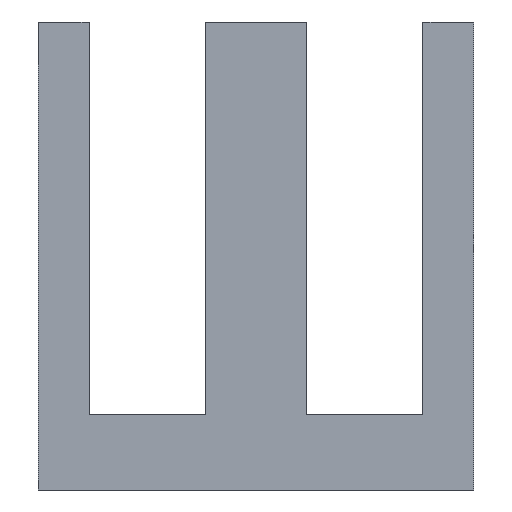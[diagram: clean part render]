
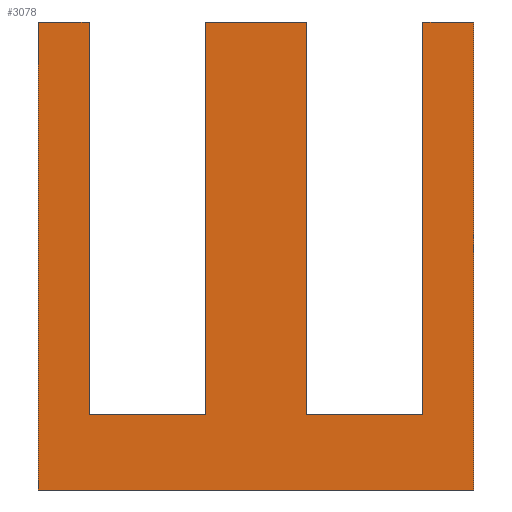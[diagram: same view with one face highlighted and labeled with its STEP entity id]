
A CAD part, front view. The second image highlights one B-rep face of the part: STEP entity #3078.
In plain terms, the highlighted planar face has unit normal (0, -1, 0).
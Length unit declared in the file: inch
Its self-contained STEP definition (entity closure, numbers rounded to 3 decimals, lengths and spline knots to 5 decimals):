
#22 = EDGE_CURVE ( 'NONE', #4123, #773, #2335, .T. ) ;
#29 = LINE ( 'NONE', #2187, #2195 ) ;
#72 = LINE ( 'NONE', #406, #3546 ) ;
#224 = EDGE_LOOP ( 'NONE', ( #4139, #562, #3829, #2142, #4490, #1197, #1147, #1427, #247, #424, #621, #3298 ) ) ;
#247 = ORIENTED_EDGE ( 'NONE', *, *, #4040, .F. ) ;
#331 = CARTESIAN_POINT ( 'NONE',  ( 0.27559, -2.1063, 0. ) ) ;
#397 = EDGE_CURVE ( 'NONE', #1539, #687, #432, .T. ) ;
#406 = CARTESIAN_POINT ( 'NONE',  ( 0.90551, -2.1063, 0. ) ) ;
#424 = ORIENTED_EDGE ( 'NONE', *, *, #780, .F. ) ;
#430 = DIRECTION ( 'NONE',  ( 0., 0., -1. ) ) ;
#432 = LINE ( 'NONE', #2507, #2109 ) ;
#461 = CARTESIAN_POINT ( 'NONE',  ( 0.90551, -2.1063, -2.13175 ) ) ;
#526 = DIRECTION ( 'NONE',  ( 0., -1., 0. ) ) ;
#562 = ORIENTED_EDGE ( 'NONE', *, *, #1958, .F. ) ;
#590 = VECTOR ( 'NONE', #1399, 39.37008 ) ;
#621 = ORIENTED_EDGE ( 'NONE', *, *, #1206, .T. ) ;
#687 = VERTEX_POINT ( 'NONE', #2729 ) ;
#698 = EDGE_CURVE ( 'NONE', #773, #2164, #2433, .T. ) ;
#773 = VERTEX_POINT ( 'NONE', #1694 ) ;
#780 = EDGE_CURVE ( 'NONE', #4072, #4334, #3768, .T. ) ;
#824 = DIRECTION ( 'NONE',  ( -1., 0., 0. ) ) ;
#1061 = CARTESIAN_POINT ( 'NONE',  ( 1.1811, -2.1063, 0. ) ) ;
#1071 = EDGE_CURVE ( 'NONE', #1564, #1480, #4217, .T. ) ;
#1107 = DIRECTION ( 'NONE',  ( 1., 0., 0. ) ) ;
#1124 = LINE ( 'NONE', #3518, #2838 ) ;
#1147 = ORIENTED_EDGE ( 'NONE', *, *, #3507, .T. ) ;
#1148 = LINE ( 'NONE', #3945, #2712 ) ;
#1197 = ORIENTED_EDGE ( 'NONE', *, *, #22, .F. ) ;
#1206 = EDGE_CURVE ( 'NONE', #4072, #3924, #1148, .T. ) ;
#1231 = AXIS2_PLACEMENT_3D ( 'NONE', #1630, #526, #3671 ) ;
#1288 = CARTESIAN_POINT ( 'NONE',  ( 0.90551, -2.1063, 0. ) ) ;
#1292 = CARTESIAN_POINT ( 'NONE',  ( 0.45276, -2.1063, -2.13175 ) ) ;
#1383 = VECTOR ( 'NONE', #2661, 39.37008 ) ;
#1399 = DIRECTION ( 'NONE',  ( 1., 0., 0. ) ) ;
#1427 = ORIENTED_EDGE ( 'NONE', *, *, #3152, .T. ) ;
#1480 = VERTEX_POINT ( 'NONE', #1061 ) ;
#1539 = VERTEX_POINT ( 'NONE', #2093 ) ;
#1564 = VERTEX_POINT ( 'NONE', #3823 ) ;
#1630 = CARTESIAN_POINT ( 'NONE',  ( 0.27559, -2.1063, 0. ) ) ;
#1694 = CARTESIAN_POINT ( 'NONE',  ( 0.27559, -2.1063, -2.13175 ) ) ;
#1848 = DIRECTION ( 'NONE',  ( -1., 0., 0. ) ) ;
#1906 = VECTOR ( 'NONE', #1107, 39.37008 ) ;
#1942 = DIRECTION ( 'NONE',  ( 0., 0., -1. ) ) ;
#1943 = CARTESIAN_POINT ( 'NONE',  ( -1.1811, -2.1063, 0. ) ) ;
#1958 = EDGE_CURVE ( 'NONE', #1480, #1539, #3304, .T. ) ;
#1975 = CARTESIAN_POINT ( 'NONE',  ( -0.90551, -2.1063, 0. ) ) ;
#2067 = CARTESIAN_POINT ( 'NONE',  ( -0.90551, -2.1063, 0. ) ) ;
#2093 = CARTESIAN_POINT ( 'NONE',  ( 1.1811, -2.1063, -2.53937 ) ) ;
#2109 = VECTOR ( 'NONE', #3519, 39.37008 ) ;
#2126 = CARTESIAN_POINT ( 'NONE',  ( -0.27559, -2.1063, -2.13175 ) ) ;
#2142 = ORIENTED_EDGE ( 'NONE', *, *, #3155, .T. ) ;
#2164 = VERTEX_POINT ( 'NONE', #461 ) ;
#2187 = CARTESIAN_POINT ( 'NONE',  ( 0.27559, -2.1063, 0. ) ) ;
#2195 = VECTOR ( 'NONE', #1848, 39.37008 ) ;
#2285 = PLANE ( 'NONE',  #1231 ) ;
#2310 = FACE_OUTER_BOUND ( 'NONE', #224, .T. ) ;
#2320 = VERTEX_POINT ( 'NONE', #2934 ) ;
#2335 = LINE ( 'NONE', #3693, #4053 ) ;
#2348 = VECTOR ( 'NONE', #3446, 39.37008 ) ;
#2433 = LINE ( 'NONE', #1292, #2348 ) ;
#2488 = DIRECTION ( 'NONE',  ( 0., 0., -1. ) ) ;
#2507 = CARTESIAN_POINT ( 'NONE',  ( 0.27559, -2.1063, -2.53937 ) ) ;
#2582 = CARTESIAN_POINT ( 'NONE',  ( -1.1811, -2.1063, 0. ) ) ;
#2615 = CARTESIAN_POINT ( 'NONE',  ( 1.1811, -2.1063, 0. ) ) ;
#2661 = DIRECTION ( 'NONE',  ( 0., 0., -1. ) ) ;
#2705 = VECTOR ( 'NONE', #2488, 39.37008 ) ;
#2712 = VECTOR ( 'NONE', #824, 39.37008 ) ;
#2729 = CARTESIAN_POINT ( 'NONE',  ( -1.1811, -2.1063, -2.53937 ) ) ;
#2801 = CARTESIAN_POINT ( 'NONE',  ( -0.90551, -2.1063, -2.13175 ) ) ;
#2838 = VECTOR ( 'NONE', #430, 39.37008 ) ;
#2934 = CARTESIAN_POINT ( 'NONE',  ( -0.27559, -2.1063, 0. ) ) ;
#3018 = EDGE_CURVE ( 'NONE', #3924, #687, #3245, .T. ) ;
#3078 = ADVANCED_FACE ( 'NONE', ( #2310 ), #2285, .T. ) ;
#3119 = VECTOR ( 'NONE', #3430, 39.37008 ) ;
#3152 = EDGE_CURVE ( 'NONE', #2320, #3721, #1124, .T. ) ;
#3155 = EDGE_CURVE ( 'NONE', #1564, #2164, #72, .T. ) ;
#3245 = LINE ( 'NONE', #2582, #2705 ) ;
#3298 = ORIENTED_EDGE ( 'NONE', *, *, #3018, .T. ) ;
#3304 = LINE ( 'NONE', #2615, #1383 ) ;
#3430 = DIRECTION ( 'NONE',  ( 0., 0., -1. ) ) ;
#3446 = DIRECTION ( 'NONE',  ( 1., 0., 0. ) ) ;
#3507 = EDGE_CURVE ( 'NONE', #4123, #2320, #29, .T. ) ;
#3518 = CARTESIAN_POINT ( 'NONE',  ( -0.27559, -2.1063, 0. ) ) ;
#3519 = DIRECTION ( 'NONE',  ( -1., 0., 0. ) ) ;
#3546 = VECTOR ( 'NONE', #3959, 39.37008 ) ;
#3671 = DIRECTION ( 'NONE',  ( 0., 0., -1. ) ) ;
#3693 = CARTESIAN_POINT ( 'NONE',  ( 0.27559, -2.1063, 0. ) ) ;
#3721 = VERTEX_POINT ( 'NONE', #2126 ) ;
#3768 = LINE ( 'NONE', #2067, #3119 ) ;
#3823 = CARTESIAN_POINT ( 'NONE',  ( 0.90551, -2.1063, 0. ) ) ;
#3829 = ORIENTED_EDGE ( 'NONE', *, *, #1071, .F. ) ;
#3924 = VERTEX_POINT ( 'NONE', #1943 ) ;
#3945 = CARTESIAN_POINT ( 'NONE',  ( -0.90551, -2.1063, 0. ) ) ;
#3959 = DIRECTION ( 'NONE',  ( 0., 0., -1. ) ) ;
#4040 = EDGE_CURVE ( 'NONE', #4334, #3721, #4117, .T. ) ;
#4053 = VECTOR ( 'NONE', #1942, 39.37008 ) ;
#4072 = VERTEX_POINT ( 'NONE', #1975 ) ;
#4117 = LINE ( 'NONE', #4462, #590 ) ;
#4123 = VERTEX_POINT ( 'NONE', #331 ) ;
#4139 = ORIENTED_EDGE ( 'NONE', *, *, #397, .F. ) ;
#4217 = LINE ( 'NONE', #1288, #1906 ) ;
#4334 = VERTEX_POINT ( 'NONE', #2801 ) ;
#4462 = CARTESIAN_POINT ( 'NONE',  ( -0.1378, -2.1063, -2.13175 ) ) ;
#4490 = ORIENTED_EDGE ( 'NONE', *, *, #698, .F. ) ;
